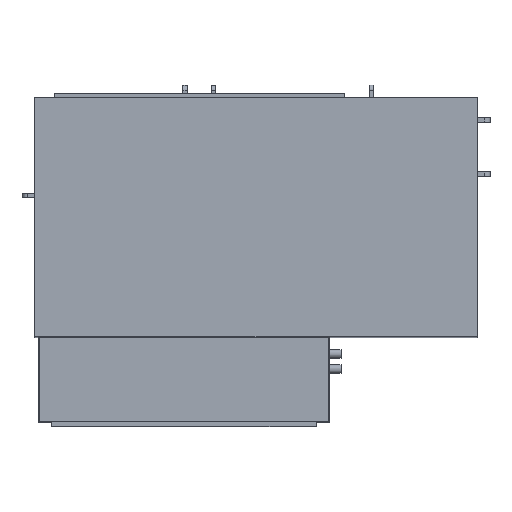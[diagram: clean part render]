
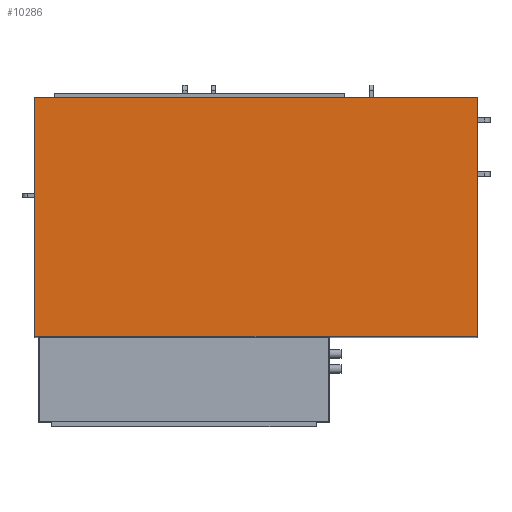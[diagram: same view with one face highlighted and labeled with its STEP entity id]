
A CAD part, top view. The second image highlights one B-rep face of the part: STEP entity #10286.
In plain terms, the highlighted planar face has unit normal (0, 0, 1).
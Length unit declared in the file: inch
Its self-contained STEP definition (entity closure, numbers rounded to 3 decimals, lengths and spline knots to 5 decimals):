
#311=LINE('',#15542,#1139);
#330=LINE('',#15580,#1158);
#335=LINE('',#15590,#1163);
#362=LINE('',#15644,#1190);
#1139=VECTOR('',#11749,39.37008);
#1158=VECTOR('',#11770,39.37008);
#1163=VECTOR('',#11777,39.37008);
#1190=VECTOR('',#11818,39.37008);
#2420=ORIENTED_EDGE('',*,*,#5420,.F.);
#2421=ORIENTED_EDGE('',*,*,#5439,.F.);
#2422=ORIENTED_EDGE('',*,*,#5471,.T.);
#2423=ORIENTED_EDGE('',*,*,#5444,.T.);
#5420=EDGE_CURVE('',#6958,#6935,#311,.T.);
#5439=EDGE_CURVE('',#6976,#6958,#330,.T.);
#5444=EDGE_CURVE('',#6981,#6935,#335,.T.);
#5471=EDGE_CURVE('',#6976,#6981,#362,.T.);
#6935=VERTEX_POINT('',#15496);
#6958=VERTEX_POINT('',#15541);
#6976=VERTEX_POINT('',#15579);
#6981=VERTEX_POINT('',#15591);
#8351=EDGE_LOOP('',(#2420,#2421,#2422,#2423));
#9079=FACE_BOUND('',#8351,.T.);
#9738=PLANE('',#10932);
#10286=ADVANCED_FACE('',(#9079),#9738,.T.);
#10932=AXIS2_PLACEMENT_3D('',#15643,#11816,#11817);
#11749=DIRECTION('',(1.,0.,0.));
#11770=DIRECTION('',(0.,1.,0.));
#11777=DIRECTION('',(0.,1.,0.));
#11816=DIRECTION('',(0.,0.,1.));
#11817=DIRECTION('',(1.,0.,0.));
#11818=DIRECTION('',(1.,0.,0.));
#15496=CARTESIAN_POINT('',(41.9406,22.65477,84.7656));
#15541=CARTESIAN_POINT('',(-41.90477,22.65477,84.7656));
#15542=CARTESIAN_POINT('',(-41.90477,22.65477,84.7656));
#15579=CARTESIAN_POINT('',(-41.90477,-22.65477,84.7656));
#15580=CARTESIAN_POINT('',(-41.90477,-22.65477,84.7656));
#15590=CARTESIAN_POINT('',(41.9406,-22.65477,84.7656));
#15591=CARTESIAN_POINT('',(41.9406,-22.65477,84.7656));
#15643=CARTESIAN_POINT('',(-41.90477,-22.65477,84.7656));
#15644=CARTESIAN_POINT('',(-41.90477,-22.65477,84.7656));
